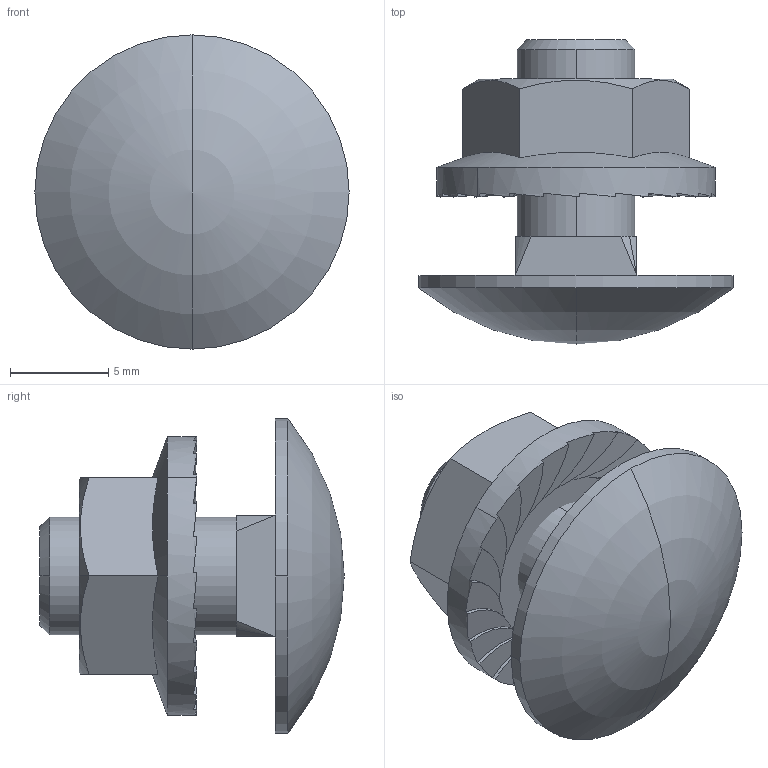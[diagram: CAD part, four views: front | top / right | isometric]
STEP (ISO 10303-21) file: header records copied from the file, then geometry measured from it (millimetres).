
FILE_DESCRIPTION((''),'2;1');
FILE_NAME('6406122_ASM','2012-08-06T',('AndreasKeweloh'),(''),'PRO/ENGINEER BY PARAMETRIC TECHNOLOGY CORPORATION, 2012130','PRO/ENGINEER BY PARAMETRIC TECHNOLOGY CORPORATION, 2012130','');
FILE_SCHEMA(('CONFIG_CONTROL_DESIGN'));
Length unit declared in the file: millimetre
Products named in the file (3): 6406122-M6X12; 6406203KOMBIMUTTER-M6; 6406122_ASM
Assembly tree (2 placements, depth 2):
  6406122_ASM
    6406122-M6X12
    6406203KOMBIMUTTER-M6
Bounding box: 16 x 15.5 x 16 mm (x, y, z)
Volume: 1284.4 mm3; surface area: 1259.1 mm2
Topology: 2 solids, 2 shells, 135 faces, 357 edges, 226 vertices
Faces by surface type: plane 63, cylinder 56, cone 14, sphere 2
Entity records: 4629 total; most frequent: CARTESIAN_POINT 1577, ORIENTED_EDGE 710, DIRECTION 500, EDGE_CURVE 355, VERTEX_POINT 226, AXIS2_PLACEMENT_3D 222, B_SPLINE_CURVE_WITH_KNOTS 217, EDGE_LOOP 139
